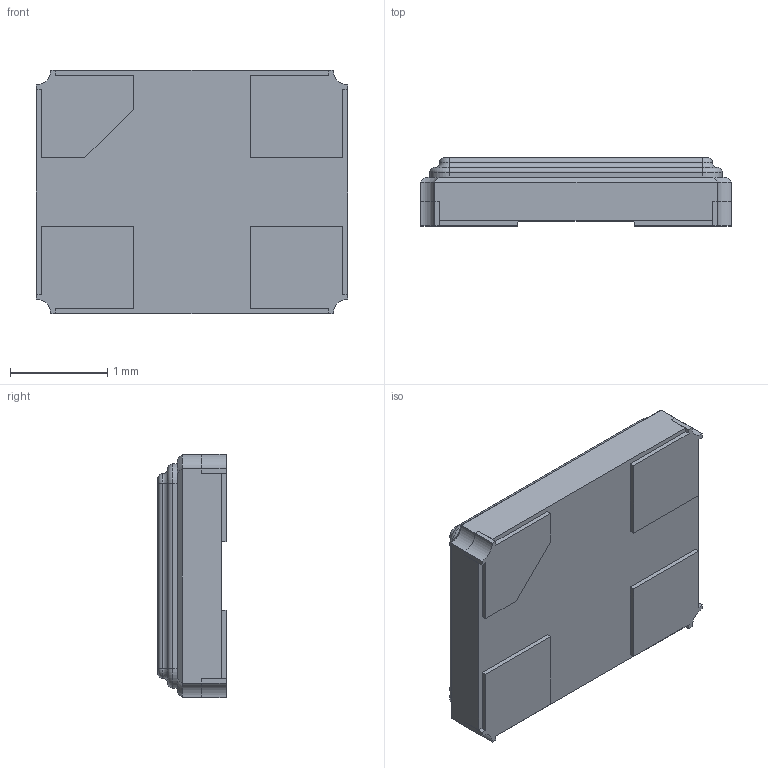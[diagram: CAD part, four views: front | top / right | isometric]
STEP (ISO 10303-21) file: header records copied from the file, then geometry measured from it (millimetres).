
FILE_DESCRIPTION (( 'STEP AP214' ), '1' );
FILE_NAME ('3225 SMD Crystal Oscillator.STEP', '2018-11-25T16:30:33', ( 'M.B.I.' ), ( '' ), 'SwSTEP 2.0', '', '' );
FILE_SCHEMA (( 'AUTOMOTIVE_DESIGN' ));
Length unit declared in the file: millimetre
Products named in the file (1): 3225 SMD Crystal Oscillator
Bounding box: 3.2 x 0.7 x 2.5 mm (x, y, z)
Volume: 5 mm3; surface area: 43.3 mm2
Topology: 6 solids, 6 shells, 206 faces, 526 edges, 340 vertices
Faces by surface type: plane 88, bspline 70, cylinder 32, torus 12, cone 4
Entity records: 11373 total; most frequent: CARTESIAN_POINT 5631, ORIENTED_EDGE 1052, DIRECTION 740, EDGE_CURVE 526, VERTEX_POINT 340, LINE 290, VECTOR 290, AXIS2_PLACEMENT_3D 225
